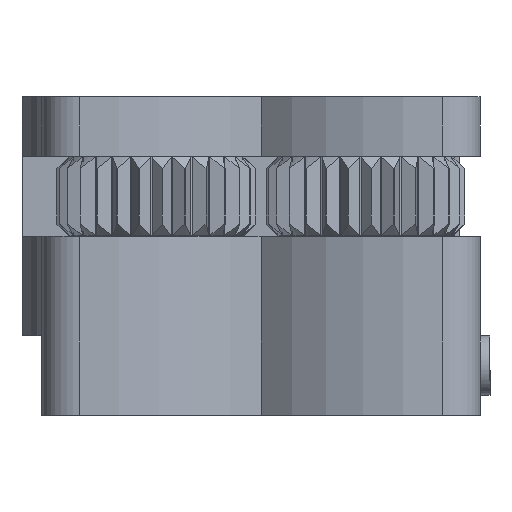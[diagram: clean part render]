
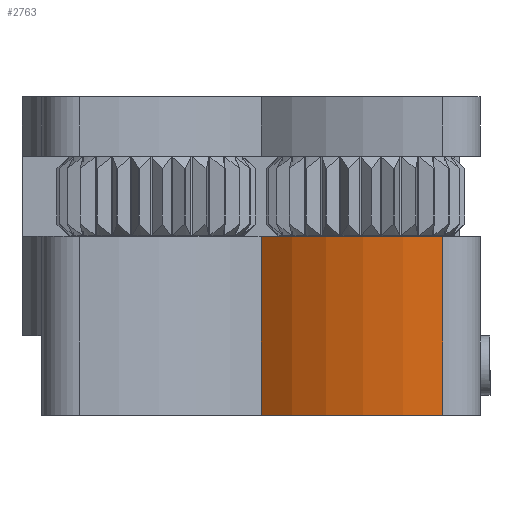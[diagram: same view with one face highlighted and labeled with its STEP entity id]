
A CAD part, left-side view. The second image highlights one B-rep face of the part: STEP entity #2763.
In plain terms, the highlighted cylindrical face has radius 12 mm (diameter 24 mm), a partial arc.
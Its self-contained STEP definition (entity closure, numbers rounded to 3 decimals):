
#126=CYLINDRICAL_SURFACE('',#3122,12.);
#342=LINE('',#5465,#493);
#360=LINE('',#5576,#511);
#493=VECTOR('',#3677,10.);
#511=VECTOR('',#3759,10.);
#826=FACE_OUTER_BOUND('',#987,.T.);
#987=EDGE_LOOP('',(#2582,#2583,#2584,#2585));
#1063=CIRCLE('',#3069,12.);
#1093=CIRCLE('',#3119,12.);
#1329=VERTEX_POINT('',#5414);
#1330=VERTEX_POINT('',#5416);
#1349=VERTEX_POINT('',#5461);
#1373=VERTEX_POINT('',#5572);
#1723=EDGE_CURVE('',#1329,#1330,#1063,.T.);
#1747=EDGE_CURVE('',#1330,#1349,#342,.T.);
#1780=EDGE_CURVE('',#1349,#1373,#1093,.T.);
#1782=EDGE_CURVE('',#1373,#1329,#360,.T.);
#2582=ORIENTED_EDGE('',*,*,#1747,.F.);
#2583=ORIENTED_EDGE('',*,*,#1723,.F.);
#2584=ORIENTED_EDGE('',*,*,#1782,.F.);
#2585=ORIENTED_EDGE('',*,*,#1780,.F.);
#2763=ADVANCED_FACE('',(#826),#126,.T.);
#3069=AXIS2_PLACEMENT_3D('',#5417,#3628,#3629);
#3119=AXIS2_PLACEMENT_3D('',#5573,#3753,#3754);
#3122=AXIS2_PLACEMENT_3D('',#5577,#3760,#3761);
#3628=DIRECTION('center_axis',(0.,0.,-1.));
#3629=DIRECTION('ref_axis',(0.056,0.998,0.));
#3677=DIRECTION('',(0.,0.,1.));
#3753=DIRECTION('center_axis',(0.,0.,1.));
#3754=DIRECTION('ref_axis',(0.056,0.998,0.));
#3759=DIRECTION('',(0.,0.,-1.));
#3760=DIRECTION('center_axis',(0.,0.,-1.));
#3761=DIRECTION('ref_axis',(0.056,0.998,0.));
#5414=CARTESIAN_POINT('',(4.,106.53,11.02));
#5416=CARTESIAN_POINT('',(13.112,109.981,11.02));
#5417=CARTESIAN_POINT('Origin',(12.44,98.,11.02));
#5461=CARTESIAN_POINT('',(13.112,109.981,20.));
#5465=CARTESIAN_POINT('',(13.112,109.981,8.3));
#5572=CARTESIAN_POINT('',(4.,106.53,20.));
#5573=CARTESIAN_POINT('Origin',(12.44,98.,20.));
#5576=CARTESIAN_POINT('',(4.,106.53,8.3));
#5577=CARTESIAN_POINT('Origin',(12.44,98.,8.3));
